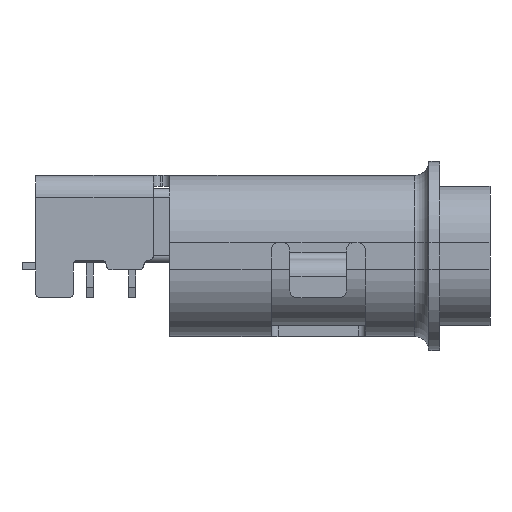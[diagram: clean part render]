
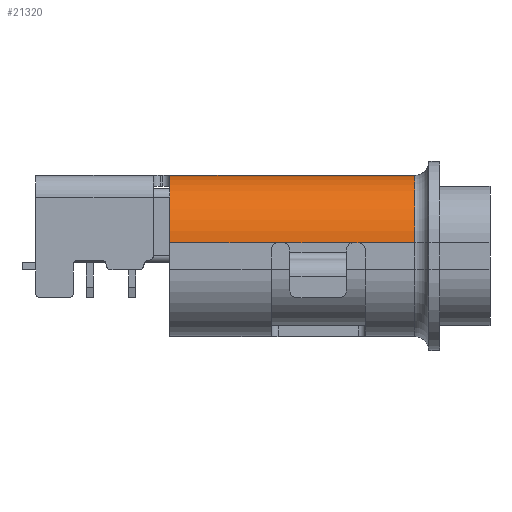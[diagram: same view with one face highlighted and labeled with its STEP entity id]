
A CAD part, left-side view. The second image highlights one B-rep face of the part: STEP entity #21320.
In plain terms, the highlighted cylindrical face has radius 1.43 mm (diameter 2.86 mm), a partial arc.
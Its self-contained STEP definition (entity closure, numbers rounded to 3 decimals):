
#772 = CARTESIAN_POINT ( 'NONE',  ( -4.6, -8.35, 0.57 ) ) ;
#1175 = VECTOR ( 'NONE', #14578, 1000. ) ;
#1666 = DIRECTION ( 'NONE',  ( 0., 1., 0. ) ) ;
#3459 = LINE ( 'NONE', #772, #22295 ) ;
#3806 = FACE_OUTER_BOUND ( 'NONE', #24069, .T. ) ;
#4269 = EDGE_CURVE ( 'NONE', #13470, #12329, #3459, .T. ) ;
#4893 = DIRECTION ( 'NONE',  ( 0., 1., 0. ) ) ;
#5724 = DIRECTION ( 'NONE',  ( 0., 1., 0. ) ) ;
#5851 = ORIENTED_EDGE ( 'NONE', *, *, #13190, .T. ) ;
#6011 = VECTOR ( 'NONE', #5724, 1000. ) ;
#6702 = EDGE_CURVE ( 'NONE', #13470, #19397, #22469, .T. ) ;
#6971 = LINE ( 'NONE', #9865, #18242 ) ;
#7623 = DIRECTION ( 'NONE',  ( 0., 1., 0. ) ) ;
#8455 = DIRECTION ( 'NONE',  ( 0., 1., 0. ) ) ;
#9865 = CARTESIAN_POINT ( 'NONE',  ( -4.6, -7., 0.57 ) ) ;
#10090 = CARTESIAN_POINT ( 'NONE',  ( -4.6, -6.85, 0.57 ) ) ;
#10994 = LINE ( 'NONE', #28624, #1175 ) ;
#11333 = ORIENTED_EDGE ( 'NONE', *, *, #31590, .F. ) ;
#12329 = VERTEX_POINT ( 'NONE', #10090 ) ;
#12428 = ORIENTED_EDGE ( 'NONE', *, *, #4269, .F. ) ;
#13068 = EDGE_CURVE ( 'NONE', #12329, #13490, #6971, .T. ) ;
#13172 = CARTESIAN_POINT ( 'NONE',  ( -3.17, -2.85, 0.57 ) ) ;
#13190 = EDGE_CURVE ( 'NONE', #28367, #29531, #31084, .T. ) ;
#13470 = VERTEX_POINT ( 'NONE', #18714 ) ;
#13490 = VERTEX_POINT ( 'NONE', #22367 ) ;
#14035 = ORIENTED_EDGE ( 'NONE', *, *, #6702, .T. ) ;
#14578 = DIRECTION ( 'NONE',  ( 0., 1., 0. ) ) ;
#15251 = CYLINDRICAL_SURFACE ( 'NONE', #29597, 1.43 ) ;
#16067 = EDGE_CURVE ( 'NONE', #19397, #28367, #20252, .T. ) ;
#16284 = ORIENTED_EDGE ( 'NONE', *, *, #29768, .F. ) ;
#17443 = CARTESIAN_POINT ( 'NONE',  ( -3.17, -8.35, 0.57 ) ) ;
#18110 = VECTOR ( 'NONE', #35492, 1000. ) ;
#18242 = VECTOR ( 'NONE', #1666, 1000. ) ;
#18714 = CARTESIAN_POINT ( 'NONE',  ( -4.6, -8.05, 0.57 ) ) ;
#18716 = CARTESIAN_POINT ( 'NONE',  ( -3.17, -8.05, 0.57 ) ) ;
#18972 = ORIENTED_EDGE ( 'NONE', *, *, #16067, .T. ) ;
#19320 = CARTESIAN_POINT ( 'NONE',  ( -3.17, -8.05, 2. ) ) ;
#19397 = VERTEX_POINT ( 'NONE', #19320 ) ;
#19693 = CARTESIAN_POINT ( 'NONE',  ( -3.17, -8.35, 2. ) ) ;
#20252 = LINE ( 'NONE', #19693, #6011 ) ;
#21179 = AXIS2_PLACEMENT_3D ( 'NONE', #13172, #24270, #35368 ) ;
#21320 = ADVANCED_FACE ( 'NONE', ( #3806 ), #15251, .T. ) ;
#21980 = CARTESIAN_POINT ( 'NONE',  ( -4.6, -5.25, 0.57 ) ) ;
#22295 = VECTOR ( 'NONE', #8455, 1000. ) ;
#22367 = CARTESIAN_POINT ( 'NONE',  ( -4.6, -6.75, 0.57 ) ) ;
#22469 = CIRCLE ( 'NONE', #27119, 1.43 ) ;
#23044 = VERTEX_POINT ( 'NONE', #21980 ) ;
#24069 = EDGE_LOOP ( 'NONE', ( #12428, #14035, #18972, #5851, #16284, #32937, #11333, #31139 ) ) ;
#24270 = DIRECTION ( 'NONE',  ( 0., -1., 0. ) ) ;
#25596 = CARTESIAN_POINT ( 'NONE',  ( -4.6, -2.85, 0.57 ) ) ;
#27119 = AXIS2_PLACEMENT_3D ( 'NONE', #18716, #7623, #35133 ) ;
#27335 = CARTESIAN_POINT ( 'NONE',  ( -4.6, -5.15, 0.57 ) ) ;
#27986 = LINE ( 'NONE', #33818, #28229 ) ;
#28229 = VECTOR ( 'NONE', #30565, 1000. ) ;
#28367 = VERTEX_POINT ( 'NONE', #32198 ) ;
#28624 = CARTESIAN_POINT ( 'NONE',  ( -4.6, -8.35, 0.57 ) ) ;
#29531 = VERTEX_POINT ( 'NONE', #25596 ) ;
#29597 = AXIS2_PLACEMENT_3D ( 'NONE', #17443, #4893, #35137 ) ;
#29680 = CARTESIAN_POINT ( 'NONE',  ( -4.6, -6.6, 0.57 ) ) ;
#29768 = EDGE_CURVE ( 'NONE', #34839, #29531, #10994, .T. ) ;
#29854 = LINE ( 'NONE', #29680, #18110 ) ;
#30565 = DIRECTION ( 'NONE',  ( 0., 1., 0. ) ) ;
#31084 = CIRCLE ( 'NONE', #21179, 1.43 ) ;
#31139 = ORIENTED_EDGE ( 'NONE', *, *, #13068, .F. ) ;
#31590 = EDGE_CURVE ( 'NONE', #13490, #23044, #29854, .T. ) ;
#32198 = CARTESIAN_POINT ( 'NONE',  ( -3.17, -2.85, 2. ) ) ;
#32937 = ORIENTED_EDGE ( 'NONE', *, *, #34282, .F. ) ;
#33818 = CARTESIAN_POINT ( 'NONE',  ( -4.6, -7., 0.57 ) ) ;
#34282 = EDGE_CURVE ( 'NONE', #23044, #34839, #27986, .T. ) ;
#34839 = VERTEX_POINT ( 'NONE', #27335 ) ;
#35133 = DIRECTION ( 'NONE',  ( 0., 0., 1. ) ) ;
#35137 = DIRECTION ( 'NONE',  ( 0., 0., 1. ) ) ;
#35368 = DIRECTION ( 'NONE',  ( 1., 0., 0. ) ) ;
#35492 = DIRECTION ( 'NONE',  ( 0., 1., 0. ) ) ;
